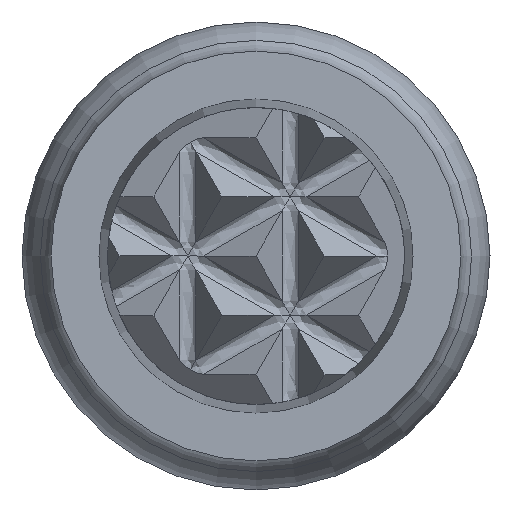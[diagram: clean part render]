
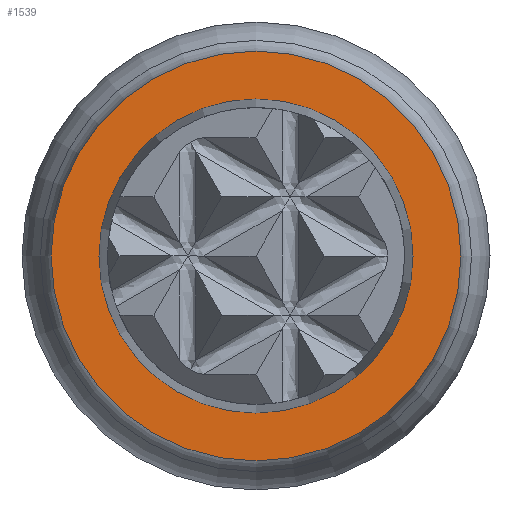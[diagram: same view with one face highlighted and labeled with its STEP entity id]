
A CAD part, left-side view. The second image highlights one B-rep face of the part: STEP entity #1539.
In plain terms, the highlighted planar face has unit normal (-1, 0, 0).
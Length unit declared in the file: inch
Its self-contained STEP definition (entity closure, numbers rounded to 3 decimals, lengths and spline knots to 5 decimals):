
#22 = EDGE_LOOP ( 'NONE', ( #3808 ) ) ;
#164 = DIRECTION ( 'NONE',  ( -1., 0., 0. ) ) ;
#618 = EDGE_CURVE ( 'NONE', #3717, #3717, #3284, .T. ) ;
#672 = DIRECTION ( 'NONE',  ( 1., 0., 0. ) ) ;
#834 = AXIS2_PLACEMENT_3D ( 'NONE', #1070, #164, #1020 ) ;
#862 = CARTESIAN_POINT ( 'NONE',  ( 0., 0., 0.01349 ) ) ;
#1020 = DIRECTION ( 'NONE',  ( 0., 0., 1. ) ) ;
#1070 = CARTESIAN_POINT ( 'NONE',  ( 0., 0., 0. ) ) ;
#1193 = EDGE_LOOP ( 'NONE', ( #3616 ) ) ;
#1273 = DIRECTION ( 'NONE',  ( 0., 0., -1. ) ) ;
#1329 = EDGE_CURVE ( 'NONE', #2125, #2125, #3239, .T. ) ;
#1366 = DIRECTION ( 'NONE',  ( 0., 0., 1. ) ) ;
#1539 = ADVANCED_FACE ( 'NONE', ( #1567, #2257 ), #3506, .T. ) ;
#1567 = FACE_BOUND ( 'NONE', #22, .T. ) ;
#2125 = VERTEX_POINT ( 'NONE', #3093 ) ;
#2257 = FACE_OUTER_BOUND ( 'NONE', #1193, .T. ) ;
#2838 = AXIS2_PLACEMENT_3D ( 'NONE', #3501, #672, #1273 ) ;
#3093 = CARTESIAN_POINT ( 'NONE',  ( 0., 0., -0.0176 ) ) ;
#3239 = CIRCLE ( 'NONE', #2838, 0.0176 ) ;
#3284 = CIRCLE ( 'NONE', #834, 0.01349 ) ;
#3367 = AXIS2_PLACEMENT_3D ( 'NONE', #3866, #3913, #1366 ) ;
#3501 = CARTESIAN_POINT ( 'NONE',  ( 0., 0., 0. ) ) ;
#3506 = PLANE ( 'NONE',  #3367 ) ;
#3616 = ORIENTED_EDGE ( 'NONE', *, *, #1329, .F. ) ;
#3717 = VERTEX_POINT ( 'NONE', #862 ) ;
#3808 = ORIENTED_EDGE ( 'NONE', *, *, #618, .F. ) ;
#3866 = CARTESIAN_POINT ( 'NONE',  ( 0., 0.0165, 0. ) ) ;
#3913 = DIRECTION ( 'NONE',  ( -1., 0., 0. ) ) ;
